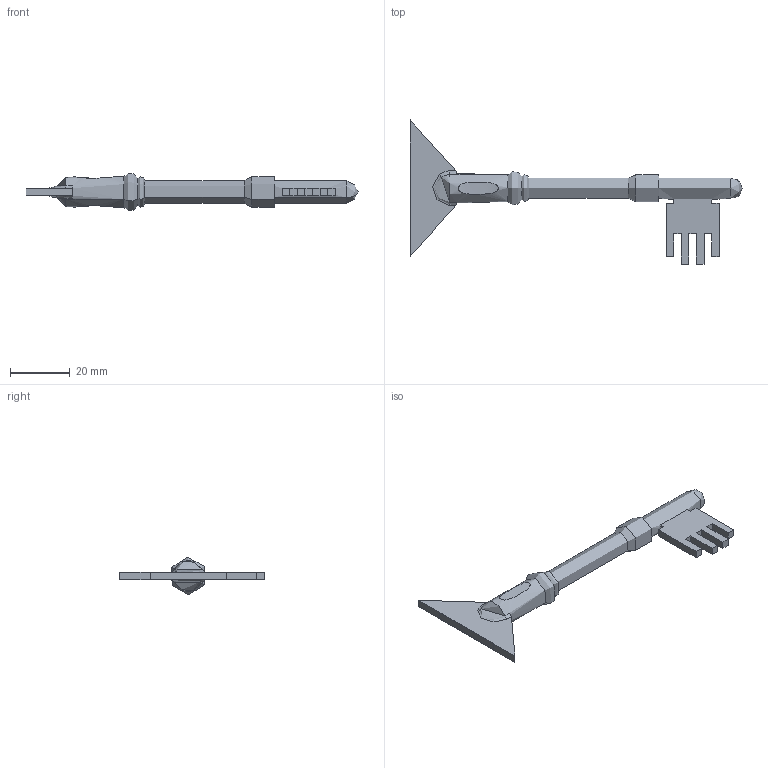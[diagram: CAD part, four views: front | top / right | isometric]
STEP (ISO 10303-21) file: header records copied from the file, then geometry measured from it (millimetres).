
FILE_DESCRIPTION(('CATIA V5 STEP Exchange'),'1');
FILE_NAME('k1-ct-214-surf.stp','2000-10-27T14:16:33+00:00',('none'),('none'),'CATIA Version 5 Release 5 (IN-4)','CATIA V5 STEP AP203',' none');
FILE_SCHEMA(('CONFIG_CONTROL_DESIGN'));
Length unit declared in the file: millimetre
Products named in the file (1): Part
Bounding box: 111.12 x 48.26 x 12.53 mm (x, y, z)
Surface area: 5841.7 mm2 (no closed solid volume)
Topology: 0 solids, 58 shells, 58 faces, 165 edges, 111 vertices
Faces by surface type: plane 24, cylinder 12, torus 8, extrusion 6, sphere 6, cone 2
Entity records: 2048 total; most frequent: CARTESIAN_POINT 583, ORIENTED_EDGE 294, DIRECTION 207, EDGE_CURVE 163, VERTEX_POINT 111, VECTOR 99, LINE 95, AXIS2_PLACEMENT_3D 75
